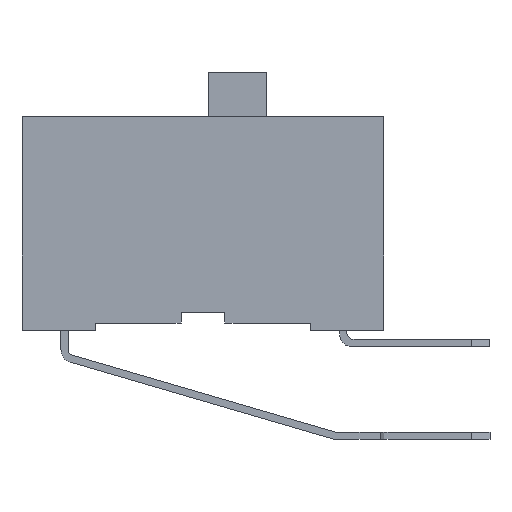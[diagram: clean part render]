
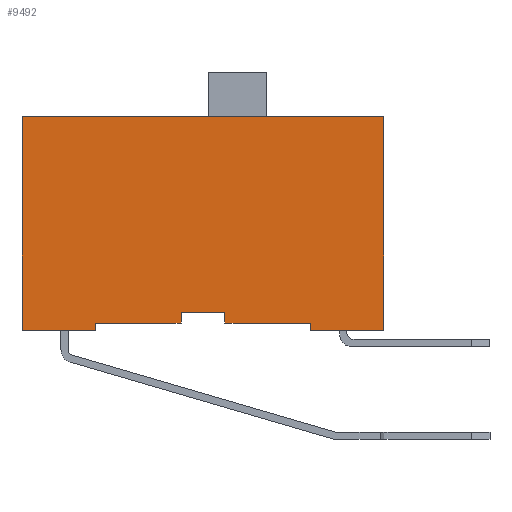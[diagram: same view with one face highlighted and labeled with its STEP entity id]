
A CAD part, left-side view. The second image highlights one B-rep face of the part: STEP entity #9492.
In plain terms, the highlighted planar face has unit normal (-1, 0, 0).
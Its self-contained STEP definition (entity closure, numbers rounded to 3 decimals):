
#654=PLANE('',#10007);
#1150=FACE_OUTER_BOUND('',#1682,.T.);
#1682=EDGE_LOOP('',(#8940,#8941,#8942,#8943,#8944,#8945,#8946,#8947,#8948,
#8949,#8950,#8951));
#2218=LINE('',#13313,#3350);
#2220=LINE('',#13319,#3352);
#2248=LINE('',#13374,#3380);
#2253=LINE('',#13383,#3385);
#2274=LINE('',#13423,#3406);
#2275=LINE('',#13426,#3407);
#2279=LINE('',#13433,#3411);
#2283=LINE('',#13442,#3415);
#2285=LINE('',#13445,#3417);
#2567=LINE('',#15479,#3699);
#2787=LINE('',#15971,#3919);
#2816=LINE('',#16039,#3948);
#3350=VECTOR('',#11043,10.);
#3352=VECTOR('',#11047,10.);
#3380=VECTOR('',#11085,10.);
#3385=VECTOR('',#11092,10.);
#3406=VECTOR('',#11129,10.);
#3407=VECTOR('',#11132,10.);
#3411=VECTOR('',#11138,10.);
#3415=VECTOR('',#11150,10.);
#3417=VECTOR('',#11154,10.);
#3699=VECTOR('',#11594,10.);
#3919=VECTOR('',#12062,10.);
#3948=VECTOR('',#12129,10.);
#4414=VERTEX_POINT('',#13307);
#4416=VERTEX_POINT('',#13311);
#4417=VERTEX_POINT('',#13315);
#4419=VERTEX_POINT('',#13318);
#4441=VERTEX_POINT('',#13373);
#4444=VERTEX_POINT('',#13381);
#4455=VERTEX_POINT('',#13421);
#4456=VERTEX_POINT('',#13425);
#4457=VERTEX_POINT('',#13430);
#4458=VERTEX_POINT('',#13432);
#4459=VERTEX_POINT('',#13441);
#4744=VERTEX_POINT('',#15477);
#5494=EDGE_CURVE('',#4414,#4416,#2218,.T.);
#5496=EDGE_CURVE('',#4419,#4417,#2220,.T.);
#5524=EDGE_CURVE('',#4441,#4419,#2248,.T.);
#5529=EDGE_CURVE('',#4416,#4444,#2253,.T.);
#5550=EDGE_CURVE('',#4444,#4455,#2274,.T.);
#5551=EDGE_CURVE('',#4456,#4441,#2275,.T.);
#5555=EDGE_CURVE('',#4457,#4458,#2279,.T.);
#5559=EDGE_CURVE('',#4456,#4459,#2283,.T.);
#5561=EDGE_CURVE('',#4458,#4455,#2285,.T.);
#5989=EDGE_CURVE('',#4744,#4457,#2567,.T.);
#6229=EDGE_CURVE('',#4417,#4414,#2787,.T.);
#6262=EDGE_CURVE('',#4459,#4744,#2816,.T.);
#8940=ORIENTED_EDGE('',*,*,#5494,.T.);
#8941=ORIENTED_EDGE('',*,*,#5529,.T.);
#8942=ORIENTED_EDGE('',*,*,#5550,.T.);
#8943=ORIENTED_EDGE('',*,*,#5561,.F.);
#8944=ORIENTED_EDGE('',*,*,#5555,.F.);
#8945=ORIENTED_EDGE('',*,*,#5989,.F.);
#8946=ORIENTED_EDGE('',*,*,#6262,.F.);
#8947=ORIENTED_EDGE('',*,*,#5559,.F.);
#8948=ORIENTED_EDGE('',*,*,#5551,.T.);
#8949=ORIENTED_EDGE('',*,*,#5524,.T.);
#8950=ORIENTED_EDGE('',*,*,#5496,.T.);
#8951=ORIENTED_EDGE('',*,*,#6229,.T.);
#9492=ADVANCED_FACE('',(#1150),#654,.F.);
#10007=AXIS2_PLACEMENT_3D('',#16038,#12127,#12128);
#11043=DIRECTION('',(0.,0.,-1.));
#11047=DIRECTION('',(0.,0.,1.));
#11085=DIRECTION('',(0.,-1.,0.));
#11092=DIRECTION('',(0.,-1.,0.));
#11129=DIRECTION('',(0.,0.,-1.));
#11132=DIRECTION('',(0.,0.,1.));
#11138=DIRECTION('',(0.,0.,-1.));
#11150=DIRECTION('',(0.,1.,0.));
#11154=DIRECTION('',(0.,1.,0.));
#11594=DIRECTION('',(0.,-1.,0.));
#12062=DIRECTION('',(0.,-1.,0.));
#12127=DIRECTION('center_axis',(1.,0.,0.));
#12128=DIRECTION('ref_axis',(0.,0.,-1.));
#12129=DIRECTION('',(0.,0.,1.));
#13307=CARTESIAN_POINT('',(-8.3,-0.6,-2.425));
#13311=CARTESIAN_POINT('',(-8.3,-0.6,-2.725));
#13313=CARTESIAN_POINT('',(-8.3,-0.6,-1.363));
#13315=CARTESIAN_POINT('',(-8.3,0.6,-2.425));
#13318=CARTESIAN_POINT('',(-8.3,0.6,-2.725));
#13319=CARTESIAN_POINT('',(-8.3,0.6,-1.363));
#13373=CARTESIAN_POINT('',(-8.3,2.95,-2.725));
#13374=CARTESIAN_POINT('',(-8.3,0.,-2.725));
#13381=CARTESIAN_POINT('',(-8.3,-2.95,-2.725));
#13383=CARTESIAN_POINT('',(-8.3,0.,-2.725));
#13421=CARTESIAN_POINT('',(-8.3,-2.95,-2.925));
#13423=CARTESIAN_POINT('',(-8.3,-2.95,-1.463));
#13425=CARTESIAN_POINT('',(-8.3,2.95,-2.925));
#13426=CARTESIAN_POINT('',(-8.3,2.95,-1.463));
#13430=CARTESIAN_POINT('',(-8.3,-4.95,2.925));
#13432=CARTESIAN_POINT('',(-8.3,-4.95,-2.925));
#13433=CARTESIAN_POINT('',(-8.3,-4.95,-2.925));
#13441=CARTESIAN_POINT('',(-8.3,4.95,-2.925));
#13442=CARTESIAN_POINT('',(-8.3,4.95,-2.925));
#13445=CARTESIAN_POINT('',(-8.3,4.95,-2.925));
#15477=CARTESIAN_POINT('',(-8.3,4.95,2.925));
#15479=CARTESIAN_POINT('',(-8.3,-4.95,2.925));
#15971=CARTESIAN_POINT('',(-8.3,0.,-2.425));
#16038=CARTESIAN_POINT('Origin',(-8.3,0.,0.));
#16039=CARTESIAN_POINT('',(-8.3,4.95,2.925));
